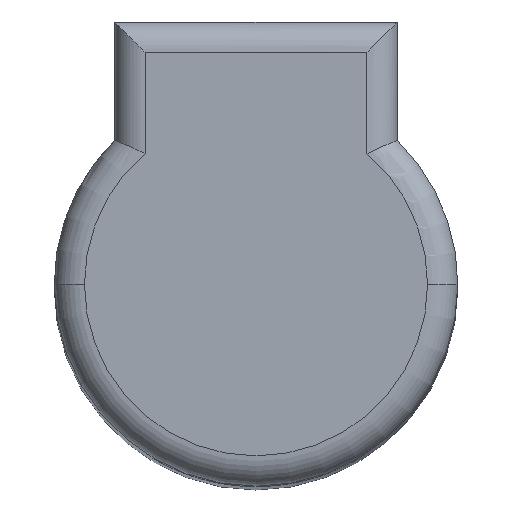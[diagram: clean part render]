
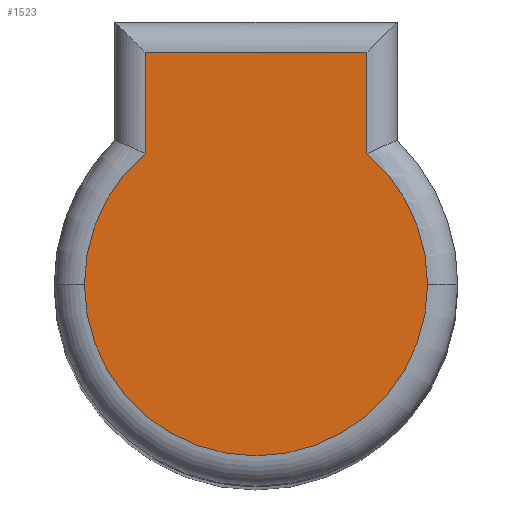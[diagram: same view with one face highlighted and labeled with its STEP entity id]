
A CAD part, top view. The second image highlights one B-rep face of the part: STEP entity #1523.
In plain terms, the highlighted planar face has unit normal (0, 0, 1).
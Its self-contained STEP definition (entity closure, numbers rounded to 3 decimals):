
#9 = CARTESIAN_POINT ( 'NONE',  ( 1.1, 2.6, 0. ) ) ;
#18 = DIRECTION ( 'NONE',  ( 1., 0., 0. ) ) ;
#47 = DIRECTION ( 'NONE',  ( 0., -1., 0. ) ) ;
#91 = DIRECTION ( 'NONE',  ( 0., 0., 1. ) ) ;
#158 = CARTESIAN_POINT ( 'NONE',  ( 0., 0., 0. ) ) ;
#163 = DIRECTION ( 'NONE',  ( -1., 0., 0. ) ) ;
#199 = DIRECTION ( 'NONE',  ( 0., 0., 1. ) ) ;
#230 = DIRECTION ( 'NONE',  ( 0., 0., 1. ) ) ;
#256 = DIRECTION ( 'NONE',  ( 0., 1., 0. ) ) ;
#310 = PLANE ( 'NONE',  #1020 ) ;
#311 = CARTESIAN_POINT ( 'NONE',  ( -1.1, 1.428, 0. ) ) ;
#342 = DIRECTION ( 'NONE',  ( 1., 0., 0. ) ) ;
#344 = CARTESIAN_POINT ( 'NONE',  ( 0., 0., 0. ) ) ;
#352 = CARTESIAN_POINT ( 'NONE',  ( 0., 0., 0. ) ) ;
#396 = CARTESIAN_POINT ( 'NONE',  ( 0., 2.3, 0. ) ) ;
#444 = DIRECTION ( 'NONE',  ( 1., 0., 0. ) ) ;
#470 = ORIENTED_EDGE ( 'NONE', *, *, #1485, .T. ) ;
#511 = ORIENTED_EDGE ( 'NONE', *, *, #1619, .T. ) ;
#517 = VERTEX_POINT ( 'NONE', #1144 ) ;
#519 = VERTEX_POINT ( 'NONE', #1089 ) ;
#545 = EDGE_LOOP ( 'NONE', ( #808, #798, #511, #470, #734, #621 ) ) ;
#585 = VERTEX_POINT ( 'NONE', #1272 ) ;
#608 = VERTEX_POINT ( 'NONE', #1223 ) ;
#621 = ORIENTED_EDGE ( 'NONE', *, *, #1513, .T. ) ;
#681 = VERTEX_POINT ( 'NONE', #1258 ) ;
#734 = ORIENTED_EDGE ( 'NONE', *, *, #1522, .T. ) ;
#798 = ORIENTED_EDGE ( 'NONE', *, *, #1571, .T. ) ;
#800 = VERTEX_POINT ( 'NONE', #1148 ) ;
#808 = ORIENTED_EDGE ( 'NONE', *, *, #1543, .T. ) ;
#885 = CIRCLE ( 'NONE', #952, 1.7 ) ;
#919 = VECTOR ( 'NONE', #256, 1000. ) ;
#925 = VECTOR ( 'NONE', #163, 1000. ) ;
#939 = CIRCLE ( 'NONE', #1013, 1.7 ) ;
#952 = AXIS2_PLACEMENT_3D ( 'NONE', #1186, #1161, #1218 ) ;
#984 = CIRCLE ( 'NONE', #1080, 1.7 ) ;
#1003 = VECTOR ( 'NONE', #47, 1000. ) ;
#1013 = AXIS2_PLACEMENT_3D ( 'NONE', #344, #230, #18 ) ;
#1020 = AXIS2_PLACEMENT_3D ( 'NONE', #352, #199, #444 ) ;
#1080 = AXIS2_PLACEMENT_3D ( 'NONE', #158, #91, #342 ) ;
#1089 = CARTESIAN_POINT ( 'NONE',  ( 1.1, 2.3, 0. ) ) ;
#1144 = CARTESIAN_POINT ( 'NONE',  ( -1.7, 0., 0. ) ) ;
#1148 = CARTESIAN_POINT ( 'NONE',  ( 1.7, 0., 0. ) ) ;
#1161 = DIRECTION ( 'NONE',  ( 0., 0., 1. ) ) ;
#1186 = CARTESIAN_POINT ( 'NONE',  ( 0., 0., 0. ) ) ;
#1218 = DIRECTION ( 'NONE',  ( 1., 0., 0. ) ) ;
#1223 = CARTESIAN_POINT ( 'NONE',  ( 1.1, 1.296, 0. ) ) ;
#1258 = CARTESIAN_POINT ( 'NONE',  ( -1.1, 2.3, 0. ) ) ;
#1272 = CARTESIAN_POINT ( 'NONE',  ( -1.1, 1.296, 0. ) ) ;
#1347 = LINE ( 'NONE', #311, #1003 ) ;
#1395 = LINE ( 'NONE', #9, #919 ) ;
#1410 = FACE_OUTER_BOUND ( 'NONE', #545, .T. ) ;
#1417 = LINE ( 'NONE', #396, #925 ) ;
#1485 = EDGE_CURVE ( 'NONE', #517, #800, #885, .T. ) ;
#1513 = EDGE_CURVE ( 'NONE', #608, #519, #1395, .T. ) ;
#1522 = EDGE_CURVE ( 'NONE', #800, #608, #939, .T. ) ;
#1523 = ADVANCED_FACE ( 'NONE', ( #1410 ), #310, .T. ) ;
#1543 = EDGE_CURVE ( 'NONE', #519, #681, #1417, .T. ) ;
#1571 = EDGE_CURVE ( 'NONE', #681, #585, #1347, .T. ) ;
#1619 = EDGE_CURVE ( 'NONE', #585, #517, #984, .T. ) ;
